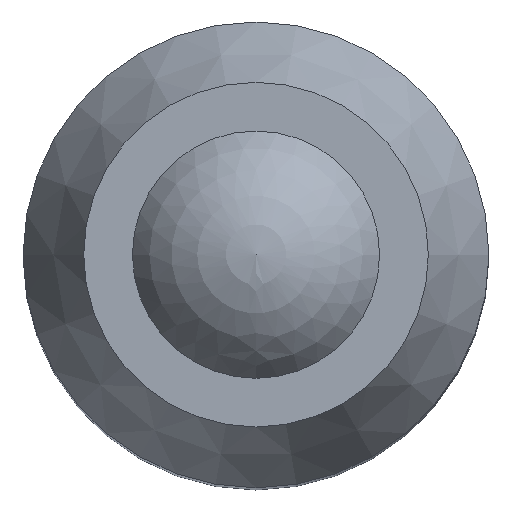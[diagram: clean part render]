
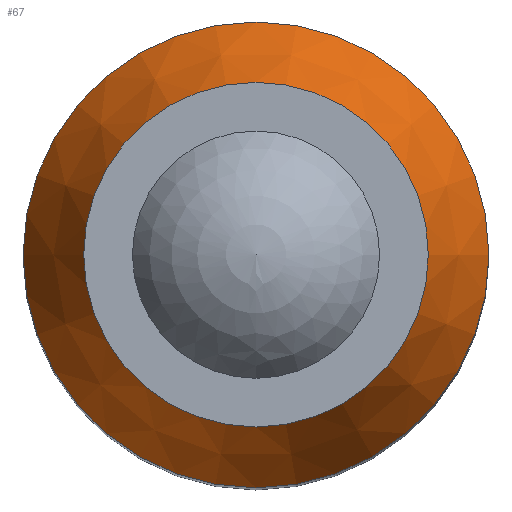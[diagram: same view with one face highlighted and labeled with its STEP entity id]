
A CAD part, top view. The second image highlights one B-rep face of the part: STEP entity #67.
In plain terms, the highlighted conical face has half-angle 25.71 degrees and reference radius 2.5 mm.
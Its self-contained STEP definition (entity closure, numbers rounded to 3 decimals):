
#67 = ADVANCED_FACE( '', ( #137, #138 ), #139, .T. );
#137 = FACE_BOUND( '', #208, .T. );
#138 = FACE_OUTER_BOUND( '', #209, .T. );
#139 = CONICAL_SURFACE( '', #210, 2.5, 0.449 );
#208 = EDGE_LOOP( '', ( #330 ) );
#209 = EDGE_LOOP( '', ( #331 ) );
#210 = AXIS2_PLACEMENT_3D( '', #332, #333, #334 );
#330 = ORIENTED_EDGE( '', *, *, #419, .T. );
#331 = ORIENTED_EDGE( '', *, *, #416, .F. );
#332 = CARTESIAN_POINT( '', ( 0., 0., 13.85 ) );
#333 = DIRECTION( '', ( 0., 0., -1. ) );
#334 = DIRECTION( '', ( -1., 0., 0. ) );
#416 = EDGE_CURVE( '', #489, #489, #490, .T. );
#419 = EDGE_CURVE( '', #494, #494, #495, .T. );
#489 = VERTEX_POINT( '', #584 );
#490 = CIRCLE( '', #585, 2.5 );
#494 = VERTEX_POINT( '', #589 );
#495 = CIRCLE( '', #590, 1.85 );
#584 = CARTESIAN_POINT( '', ( -2.5, 0., 13.85 ) );
#585 = AXIS2_PLACEMENT_3D( '', #654, #655, #656 );
#589 = CARTESIAN_POINT( '', ( -1.85, 0., 15.2 ) );
#590 = AXIS2_PLACEMENT_3D( '', #660, #661, #662 );
#654 = CARTESIAN_POINT( '', ( 0., 0., 13.85 ) );
#655 = DIRECTION( '', ( 0., 0., -1. ) );
#656 = DIRECTION( '', ( -1., 0., 0. ) );
#660 = CARTESIAN_POINT( '', ( 0., 0., 15.2 ) );
#661 = DIRECTION( '', ( 0., 0., -1. ) );
#662 = DIRECTION( '', ( -1., 0., 0. ) );
